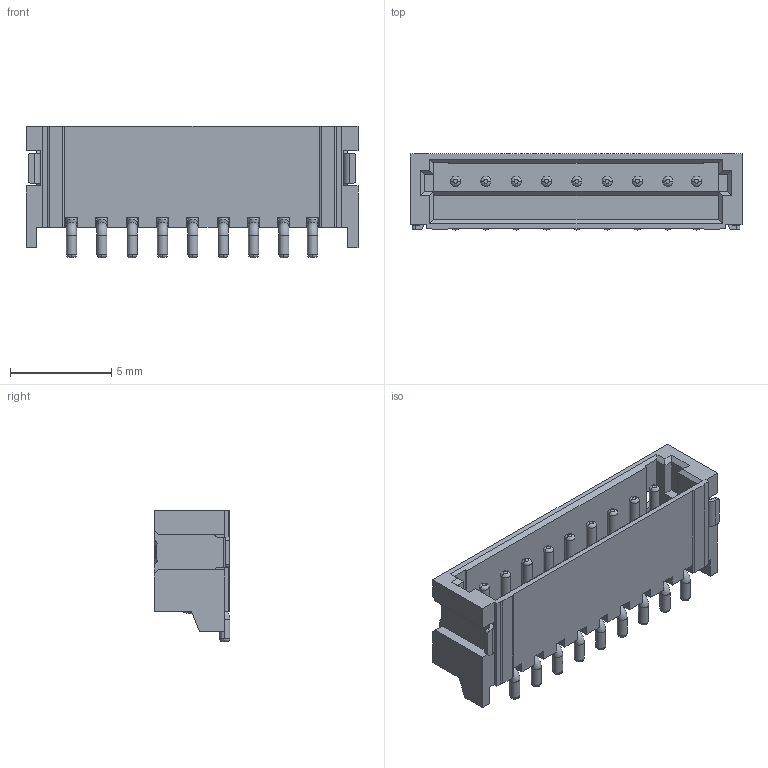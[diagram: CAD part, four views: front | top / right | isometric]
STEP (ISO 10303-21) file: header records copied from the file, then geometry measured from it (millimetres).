
FILE_DESCRIPTION((''),'2;1');
FILE_NAME('4PINRA-83330','2022-10-20T',('admin'),(''),'PRO/ENGINEER BY PARAMETRIC TECHNOLOGY CORPORATION, 2010280','PRO/ENGINEER BY PARAMETRIC TECHNOLOGY CORPORATION, 2010280','');
FILE_SCHEMA(('CONFIG_CONTROL_DESIGN'));
Length unit declared in the file: millimetre
Products named in the file (1): 4PINRA-83330
Bounding box: 16.42 x 3.75 x 6.5 mm (x, y, z)
Volume: 167.2 mm3; surface area: 600.3 mm2
Topology: 1 solids, 1 shells, 350 faces, 986 edges, 644 vertices
Faces by surface type: plane 191, cylinder 87, bspline 36, torus 36
Entity records: 12541 total; most frequent: CARTESIAN_POINT 3354, ORIENTED_EDGE 1972, DIRECTION 1893, EDGE_CURVE 986, AXIS2_PLACEMENT_3D 649, VERTEX_POINT 644, VECTOR 595, LINE 595
